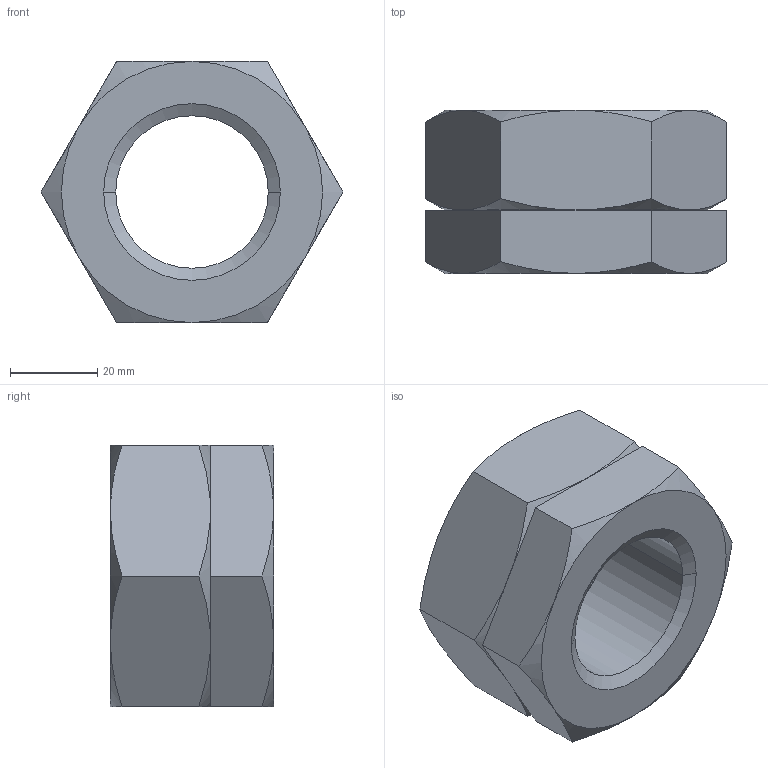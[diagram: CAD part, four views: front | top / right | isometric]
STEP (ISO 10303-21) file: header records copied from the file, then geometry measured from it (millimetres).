
FILE_DESCRIPTION((''),'2;1');
FILE_NAME('0RTHN039_____0','2019-10-29T14:21:55',('kim.bk'),(''),'CREO PARAMETRIC BY PTC INC, 2019010','CREO PARAMETRIC BY PTC INC, 2019010','');
FILE_SCHEMA(('CONFIG_CONTROL_DESIGN'));
Length unit declared in the file: millimetre
Products named in the file (1): 0RTHN039_____0
Bounding box: 69.28 x 37.5 x 60 mm (x, y, z)
Volume: 79359.4 mm3; surface area: 22424.5 mm2
Topology: 2 solids, 2 shells, 371 faces, 1031 edges, 682 vertices
Faces by surface type: plane 341, cone 26, cylinder 4
Entity records: 11847 total; most frequent: CARTESIAN_POINT 2324, ORIENTED_EDGE 2062, DIRECTION 1775, EDGE_CURVE 1031, VECTOR 957, LINE 957, VERTEX_POINT 682, AXIS2_PLACEMENT_3D 409
